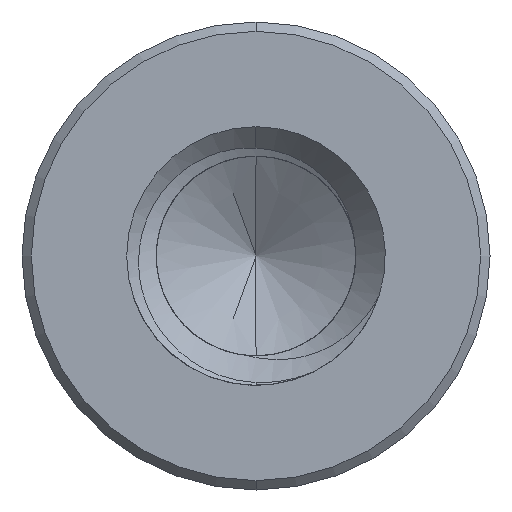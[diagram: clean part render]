
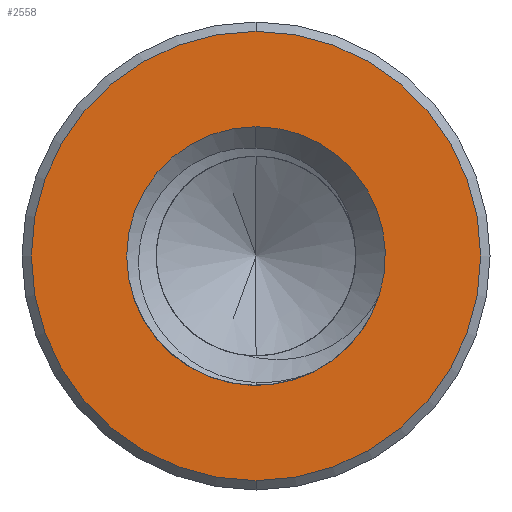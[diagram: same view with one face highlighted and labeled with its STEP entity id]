
A CAD part, front view. The second image highlights one B-rep face of the part: STEP entity #2558.
In plain terms, the highlighted planar face has unit normal (0, -1, 0).
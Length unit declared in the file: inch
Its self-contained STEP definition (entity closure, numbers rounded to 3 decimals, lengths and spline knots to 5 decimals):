
#117 = ORIENTED_EDGE ( 'NONE', *, *, #6091, .T. ) ;
#127 = VERTEX_POINT ( 'NONE', #414 ) ;
#174 = EDGE_CURVE ( 'NONE', #5244, #5591, #4160, .T. ) ;
#275 = DIRECTION ( 'NONE',  ( 0., -1., 0. ) ) ;
#352 = CARTESIAN_POINT ( 'NONE',  ( 0., 0., 0. ) ) ;
#414 = CARTESIAN_POINT ( 'NONE',  ( 0., 0., -0.069 ) ) ;
#435 = AXIS2_PLACEMENT_3D ( 'NONE', #3020, #3601, #905 ) ;
#486 = ORIENTED_EDGE ( 'NONE', *, *, #1887, .T. ) ;
#786 = DIRECTION ( 'NONE',  ( 0., 0., 1. ) ) ;
#848 = CARTESIAN_POINT ( 'NONE',  ( 0., 0., 0. ) ) ;
#895 = DIRECTION ( 'NONE',  ( 0., 0., 1. ) ) ;
#905 = DIRECTION ( 'NONE',  ( 0., 0., 1. ) ) ;
#1042 = CARTESIAN_POINT ( 'NONE',  ( 0., 0., -0.11985 ) ) ;
#1108 = CIRCLE ( 'NONE', #435, 0.069 ) ;
#1115 = CARTESIAN_POINT ( 'NONE',  ( 0., 0., 0.069 ) ) ;
#1219 = ORIENTED_EDGE ( 'NONE', *, *, #174, .T. ) ;
#1592 = AXIS2_PLACEMENT_3D ( 'NONE', #6498, #5482, #6017 ) ;
#1613 = VERTEX_POINT ( 'NONE', #5909 ) ;
#1887 = EDGE_CURVE ( 'NONE', #5174, #3238, #2832, .T. ) ;
#1964 = CIRCLE ( 'NONE', #4571, 0.069 ) ;
#2221 = EDGE_CURVE ( 'NONE', #3238, #5174, #3423, .T. ) ;
#2521 = DIRECTION ( 'NONE',  ( 0., 1., 0. ) ) ;
#2558 = ADVANCED_FACE ( 'NONE', ( #3155, #2647 ), #6902, .F. ) ;
#2600 = CARTESIAN_POINT ( 'NONE',  ( 0.06575, 0., -0.02093 ) ) ;
#2647 = FACE_OUTER_BOUND ( 'NONE', #3426, .T. ) ;
#2824 = EDGE_CURVE ( 'NONE', #5591, #1613, #1964, .T. ) ;
#2832 = CIRCLE ( 'NONE', #6066, 0.11985 ) ;
#2960 = CARTESIAN_POINT ( 'NONE',  ( 0., 0., 0. ) ) ;
#3008 = DIRECTION ( 'NONE',  ( 0., 0., 1. ) ) ;
#3020 = CARTESIAN_POINT ( 'NONE',  ( 0., 0., 0. ) ) ;
#3155 = FACE_BOUND ( 'NONE', #3596, .T. ) ;
#3238 = VERTEX_POINT ( 'NONE', #4850 ) ;
#3423 = CIRCLE ( 'NONE', #1592, 0.11985 ) ;
#3426 = EDGE_LOOP ( 'NONE', ( #6260, #486 ) ) ;
#3445 = EDGE_CURVE ( 'NONE', #1613, #127, #6841, .T. ) ;
#3596 = EDGE_LOOP ( 'NONE', ( #4839, #6725, #117, #1219 ) ) ;
#3601 = DIRECTION ( 'NONE',  ( 0., 1., 0. ) ) ;
#3631 = CARTESIAN_POINT ( 'NONE',  ( 0., 0., 0. ) ) ;
#4042 = DIRECTION ( 'NONE',  ( 0., 1., 0. ) ) ;
#4160 = CIRCLE ( 'NONE', #6843, 0.069 ) ;
#4571 = AXIS2_PLACEMENT_3D ( 'NONE', #352, #2521, #6340 ) ;
#4804 = DIRECTION ( 'NONE',  ( 0., 0., 1. ) ) ;
#4839 = ORIENTED_EDGE ( 'NONE', *, *, #2824, .T. ) ;
#4850 = CARTESIAN_POINT ( 'NONE',  ( 0., 0., 0.11985 ) ) ;
#4879 = DIRECTION ( 'NONE',  ( 0., 1., 0. ) ) ;
#5174 = VERTEX_POINT ( 'NONE', #1042 ) ;
#5244 = VERTEX_POINT ( 'NONE', #1115 ) ;
#5482 = DIRECTION ( 'NONE',  ( 0., -1., 0. ) ) ;
#5591 = VERTEX_POINT ( 'NONE', #2600 ) ;
#5733 = DIRECTION ( 'NONE',  ( 0., 1., 0. ) ) ;
#5903 = CARTESIAN_POINT ( 'NONE',  ( 0., 0., 0. ) ) ;
#5909 = CARTESIAN_POINT ( 'NONE',  ( 0.03126, 0., -0.06151 ) ) ;
#6017 = DIRECTION ( 'NONE',  ( 0., 0., 1. ) ) ;
#6066 = AXIS2_PLACEMENT_3D ( 'NONE', #848, #275, #895 ) ;
#6091 = EDGE_CURVE ( 'NONE', #127, #5244, #1108, .T. ) ;
#6154 = AXIS2_PLACEMENT_3D ( 'NONE', #3631, #5733, #3008 ) ;
#6208 = AXIS2_PLACEMENT_3D ( 'NONE', #2960, #4042, #786 ) ;
#6260 = ORIENTED_EDGE ( 'NONE', *, *, #2221, .T. ) ;
#6340 = DIRECTION ( 'NONE',  ( 0., 0., 1. ) ) ;
#6498 = CARTESIAN_POINT ( 'NONE',  ( 0., 0., 0. ) ) ;
#6725 = ORIENTED_EDGE ( 'NONE', *, *, #3445, .T. ) ;
#6841 = CIRCLE ( 'NONE', #6208, 0.069 ) ;
#6843 = AXIS2_PLACEMENT_3D ( 'NONE', #5903, #4879, #4804 ) ;
#6902 = PLANE ( 'NONE',  #6154 ) ;
